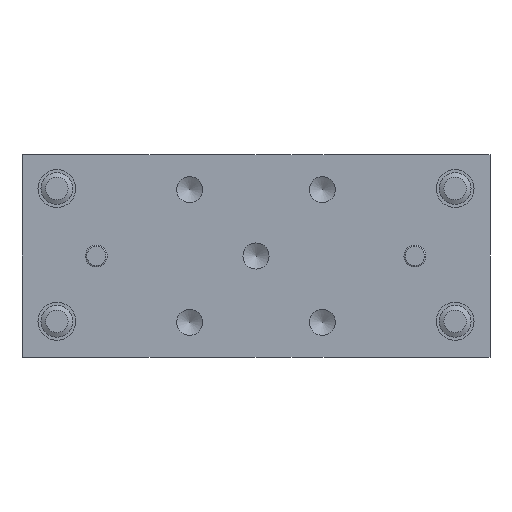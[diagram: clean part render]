
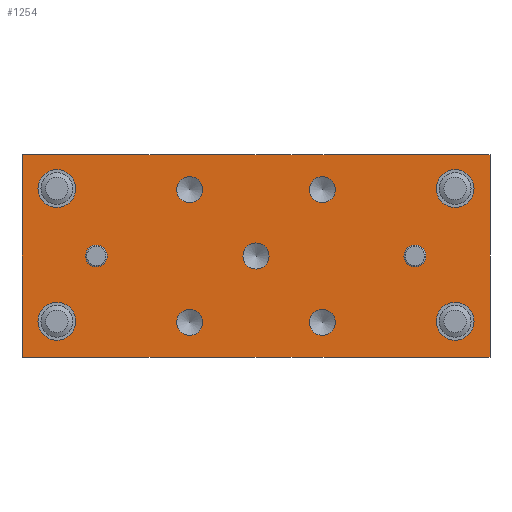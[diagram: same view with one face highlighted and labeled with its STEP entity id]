
A CAD part, front view. The second image highlights one B-rep face of the part: STEP entity #1254.
In plain terms, the highlighted planar face has unit normal (0, -1, 0).
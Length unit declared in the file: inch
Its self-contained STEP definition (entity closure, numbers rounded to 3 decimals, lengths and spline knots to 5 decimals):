
#73=LINE('',#2102,#155);
#83=LINE('',#2120,#165);
#84=LINE('',#2122,#166);
#85=LINE('',#2123,#167);
#155=VECTOR('',#1721,0.3937);
#165=VECTOR('',#1737,0.3937);
#166=VECTOR('',#1740,0.3937);
#167=VECTOR('',#1741,0.3937);
#236=PLANE('',#1484);
#295=FACE_BOUND('',#505,.T.);
#296=FACE_BOUND('',#506,.T.);
#297=FACE_BOUND('',#507,.T.);
#298=FACE_BOUND('',#508,.T.);
#299=FACE_BOUND('',#509,.T.);
#300=FACE_BOUND('',#510,.T.);
#301=FACE_BOUND('',#511,.T.);
#302=FACE_BOUND('',#512,.T.);
#303=FACE_BOUND('',#513,.T.);
#304=FACE_BOUND('',#514,.T.);
#305=FACE_BOUND('',#515,.T.);
#394=FACE_OUTER_BOUND('',#504,.T.);
#504=EDGE_LOOP('',(#1010,#1011,#1012,#1013));
#505=EDGE_LOOP('',(#1014));
#506=EDGE_LOOP('',(#1015));
#507=EDGE_LOOP('',(#1016));
#508=EDGE_LOOP('',(#1017));
#509=EDGE_LOOP('',(#1018));
#510=EDGE_LOOP('',(#1019));
#511=EDGE_LOOP('',(#1020));
#512=EDGE_LOOP('',(#1021));
#513=EDGE_LOOP('',(#1022));
#514=EDGE_LOOP('',(#1023));
#515=EDGE_LOOP('',(#1024));
#593=CIRCLE('',#1418,0.097);
#595=CIRCLE('',#1422,0.097);
#597=CIRCLE('',#1426,0.097);
#599=CIRCLE('',#1430,0.097);
#601=CIRCLE('',#1434,0.097);
#605=CIRCLE('',#1441,0.1405);
#609=CIRCLE('',#1448,0.1405);
#613=CIRCLE('',#1455,0.1405);
#617=CIRCLE('',#1462,0.1405);
#618=CIRCLE('',#1464,0.0815);
#620=CIRCLE('',#1467,0.0815);
#656=VERTEX_POINT('',#1984);
#658=VERTEX_POINT('',#1990);
#660=VERTEX_POINT('',#1996);
#662=VERTEX_POINT('',#2002);
#664=VERTEX_POINT('',#2008);
#668=VERTEX_POINT('',#2019);
#672=VERTEX_POINT('',#2030);
#676=VERTEX_POINT('',#2041);
#680=VERTEX_POINT('',#2052);
#681=VERTEX_POINT('',#2055);
#683=VERTEX_POINT('',#2060);
#697=VERTEX_POINT('',#2098);
#699=VERTEX_POINT('',#2101);
#703=VERTEX_POINT('',#2116);
#704=VERTEX_POINT('',#2118);
#771=EDGE_CURVE('',#656,#656,#593,.T.);
#773=EDGE_CURVE('',#658,#658,#595,.T.);
#775=EDGE_CURVE('',#660,#660,#597,.T.);
#777=EDGE_CURVE('',#662,#662,#599,.T.);
#779=EDGE_CURVE('',#664,#664,#601,.T.);
#783=EDGE_CURVE('',#668,#668,#605,.T.);
#787=EDGE_CURVE('',#672,#672,#609,.T.);
#791=EDGE_CURVE('',#676,#676,#613,.T.);
#795=EDGE_CURVE('',#680,#680,#617,.T.);
#796=EDGE_CURVE('',#681,#681,#618,.T.);
#798=EDGE_CURVE('',#683,#683,#620,.T.);
#817=EDGE_CURVE('',#697,#699,#73,.T.);
#827=EDGE_CURVE('',#703,#704,#83,.T.);
#828=EDGE_CURVE('',#703,#697,#84,.T.);
#829=EDGE_CURVE('',#699,#704,#85,.T.);
#1010=ORIENTED_EDGE('',*,*,#828,.F.);
#1011=ORIENTED_EDGE('',*,*,#827,.T.);
#1012=ORIENTED_EDGE('',*,*,#829,.F.);
#1013=ORIENTED_EDGE('',*,*,#817,.F.);
#1014=ORIENTED_EDGE('',*,*,#771,.T.);
#1015=ORIENTED_EDGE('',*,*,#773,.T.);
#1016=ORIENTED_EDGE('',*,*,#775,.T.);
#1017=ORIENTED_EDGE('',*,*,#777,.T.);
#1018=ORIENTED_EDGE('',*,*,#779,.T.);
#1019=ORIENTED_EDGE('',*,*,#783,.T.);
#1020=ORIENTED_EDGE('',*,*,#787,.T.);
#1021=ORIENTED_EDGE('',*,*,#791,.T.);
#1022=ORIENTED_EDGE('',*,*,#795,.T.);
#1023=ORIENTED_EDGE('',*,*,#796,.T.);
#1024=ORIENTED_EDGE('',*,*,#798,.T.);
#1254=ADVANCED_FACE('',(#394,#295,#296,#297,#298,#299,#300,#301,#302,#303,
#304,#305),#236,.T.);
#1418=AXIS2_PLACEMENT_3D('',#1985,#1584,#1585);
#1422=AXIS2_PLACEMENT_3D('',#1991,#1592,#1593);
#1426=AXIS2_PLACEMENT_3D('',#1997,#1600,#1601);
#1430=AXIS2_PLACEMENT_3D('',#2003,#1608,#1609);
#1434=AXIS2_PLACEMENT_3D('',#2009,#1616,#1617);
#1441=AXIS2_PLACEMENT_3D('',#2020,#1630,#1631);
#1448=AXIS2_PLACEMENT_3D('',#2031,#1644,#1645);
#1455=AXIS2_PLACEMENT_3D('',#2042,#1658,#1659);
#1462=AXIS2_PLACEMENT_3D('',#2053,#1672,#1673);
#1464=AXIS2_PLACEMENT_3D('',#2056,#1676,#1677);
#1467=AXIS2_PLACEMENT_3D('',#2061,#1682,#1683);
#1484=AXIS2_PLACEMENT_3D('',#2121,#1738,#1739);
#1584=DIRECTION('center_axis',(0.,1.,0.));
#1585=DIRECTION('ref_axis',(1.,0.,0.));
#1592=DIRECTION('center_axis',(0.,1.,0.));
#1593=DIRECTION('ref_axis',(1.,0.,0.));
#1600=DIRECTION('center_axis',(0.,1.,0.));
#1601=DIRECTION('ref_axis',(1.,0.,0.));
#1608=DIRECTION('center_axis',(0.,1.,0.));
#1609=DIRECTION('ref_axis',(1.,0.,0.));
#1616=DIRECTION('center_axis',(0.,1.,0.));
#1617=DIRECTION('ref_axis',(1.,0.,0.));
#1630=DIRECTION('center_axis',(0.,1.,0.));
#1631=DIRECTION('ref_axis',(1.,0.,0.));
#1644=DIRECTION('center_axis',(0.,1.,0.));
#1645=DIRECTION('ref_axis',(1.,0.,0.));
#1658=DIRECTION('center_axis',(0.,1.,0.));
#1659=DIRECTION('ref_axis',(1.,0.,0.));
#1672=DIRECTION('center_axis',(0.,1.,0.));
#1673=DIRECTION('ref_axis',(1.,0.,0.));
#1676=DIRECTION('center_axis',(0.,1.,0.));
#1677=DIRECTION('ref_axis',(1.,0.,0.));
#1682=DIRECTION('center_axis',(0.,1.,0.));
#1683=DIRECTION('ref_axis',(1.,0.,0.));
#1721=DIRECTION('',(0.,0.,-1.));
#1737=DIRECTION('',(0.,0.,-1.));
#1738=DIRECTION('center_axis',(0.,-1.,0.));
#1739=DIRECTION('ref_axis',(-1.,0.,0.));
#1740=DIRECTION('',(1.,0.,0.));
#1741=DIRECTION('',(-1.,0.,0.));
#1984=CARTESIAN_POINT('',(0.58913,-1.49606,-0.25787));
#1985=CARTESIAN_POINT('Origin',(0.49213,-1.49606,-0.25787));
#1990=CARTESIAN_POINT('',(0.58913,-1.49606,-1.24213));
#1991=CARTESIAN_POINT('Origin',(0.49213,-1.49606,-1.24213));
#1996=CARTESIAN_POINT('',(0.097,-1.49606,-0.75));
#1997=CARTESIAN_POINT('Origin',(0.,-1.49606,-0.75));
#2002=CARTESIAN_POINT('',(-0.39513,-1.49606,-1.24213));
#2003=CARTESIAN_POINT('Origin',(-0.49213,-1.49606,-1.24213));
#2008=CARTESIAN_POINT('',(-0.39513,-1.49606,-0.25787));
#2009=CARTESIAN_POINT('Origin',(-0.49213,-1.49606,-0.25787));
#2019=CARTESIAN_POINT('',(-1.61688,-1.49606,-1.23425));
#2020=CARTESIAN_POINT('Origin',(-1.47638,-1.49606,-1.23425));
#2030=CARTESIAN_POINT('',(1.33588,-1.49606,-0.25));
#2031=CARTESIAN_POINT('Origin',(1.47638,-1.49606,-0.25));
#2041=CARTESIAN_POINT('',(-1.61688,-1.49606,-0.25));
#2042=CARTESIAN_POINT('Origin',(-1.47638,-1.49606,-0.25));
#2052=CARTESIAN_POINT('',(1.33588,-1.49606,-1.23425));
#2053=CARTESIAN_POINT('Origin',(1.47638,-1.49606,-1.23425));
#2055=CARTESIAN_POINT('',(-1.26532,-1.49606,-0.75));
#2056=CARTESIAN_POINT('Origin',(-1.18382,-1.49606,-0.75));
#2060=CARTESIAN_POINT('',(1.09689,-1.49606,-0.75));
#2061=CARTESIAN_POINT('Origin',(1.17839,-1.49606,-0.75));
#2098=CARTESIAN_POINT('',(1.735,-1.49606,0.));
#2101=CARTESIAN_POINT('',(1.735,-1.49606,-1.5));
#2102=CARTESIAN_POINT('',(1.735,-1.49606,0.));
#2116=CARTESIAN_POINT('',(-1.735,-1.49606,0.));
#2118=CARTESIAN_POINT('',(-1.735,-1.49606,-1.5));
#2120=CARTESIAN_POINT('',(-1.735,-1.49606,0.));
#2121=CARTESIAN_POINT('Origin',(1.735,-1.49606,0.));
#2122=CARTESIAN_POINT('',(-1.735,-1.49606,0.));
#2123=CARTESIAN_POINT('',(-1.735,-1.49606,-1.5));
